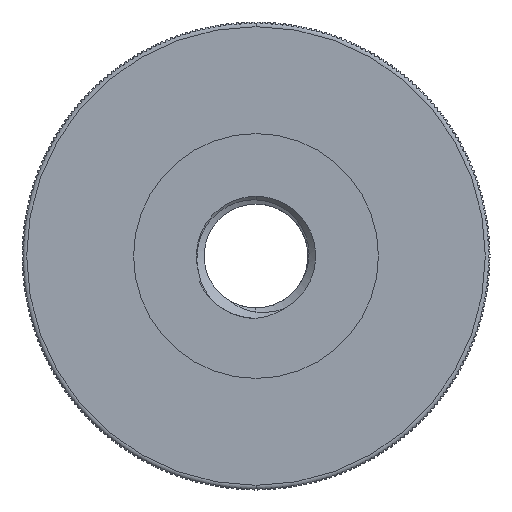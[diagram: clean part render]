
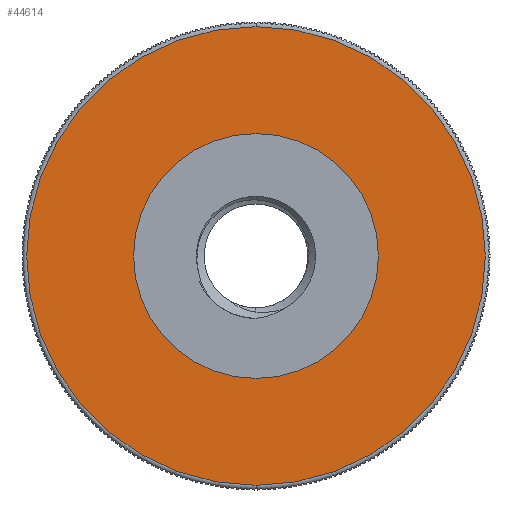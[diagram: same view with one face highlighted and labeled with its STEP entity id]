
A CAD part, front view. The second image highlights one B-rep face of the part: STEP entity #44614.
In plain terms, the highlighted planar face has unit normal (0, -1, 0).
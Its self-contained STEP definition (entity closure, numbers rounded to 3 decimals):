
#5 = CIRCLE ( 'NONE', #19950, 7.9 ) ;
#765 = CARTESIAN_POINT ( 'NONE',  ( 0., 12., 0. ) ) ;
#1046 = CARTESIAN_POINT ( 'NONE',  ( 15.1, 12., 0. ) ) ;
#1258 = FACE_OUTER_BOUND ( 'NONE', #12117, .T. ) ;
#1359 = DIRECTION ( 'NONE',  ( 0., -1., 0. ) ) ;
#3278 = VERTEX_POINT ( 'NONE', #4250 ) ;
#4250 = CARTESIAN_POINT ( 'NONE',  ( 0., 12., 14.8 ) ) ;
#4666 = VERTEX_POINT ( 'NONE', #46270 ) ;
#5040 = PLANE ( 'NONE',  #37446 ) ;
#6198 = CARTESIAN_POINT ( 'NONE',  ( 0., 12., 0. ) ) ;
#8106 = DIRECTION ( 'NONE',  ( 0., -1., 0. ) ) ;
#9187 = AXIS2_PLACEMENT_3D ( 'NONE', #46858, #14523, #40144 ) ;
#10666 = CIRCLE ( 'NONE', #9187, 14.8 ) ;
#10675 = DIRECTION ( 'NONE',  ( 0., -1., 0. ) ) ;
#10990 = EDGE_CURVE ( 'NONE', #3278, #39953, #10666, .T. ) ;
#11659 = ORIENTED_EDGE ( 'NONE', *, *, #45168, .F. ) ;
#12117 = EDGE_LOOP ( 'NONE', ( #42701, #41028 ) ) ;
#13871 = CARTESIAN_POINT ( 'NONE',  ( 0., 12., 0. ) ) ;
#14216 = CARTESIAN_POINT ( 'NONE',  ( 0., 12., -14.8 ) ) ;
#14523 = DIRECTION ( 'NONE',  ( 0., -1., 0. ) ) ;
#15392 = DIRECTION ( 'NONE',  ( 0., 0., -1. ) ) ;
#19640 = DIRECTION ( 'NONE',  ( 0., 0., -1. ) ) ;
#19950 = AXIS2_PLACEMENT_3D ( 'NONE', #13871, #10675, #32363 ) ;
#21549 = EDGE_CURVE ( 'NONE', #31250, #4666, #5, .T. ) ;
#24390 = EDGE_LOOP ( 'NONE', ( #30999, #11659 ) ) ;
#25906 = EDGE_CURVE ( 'NONE', #39953, #3278, #46384, .T. ) ;
#30999 = ORIENTED_EDGE ( 'NONE', *, *, #21549, .F. ) ;
#31250 = VERTEX_POINT ( 'NONE', #46058 ) ;
#32363 = DIRECTION ( 'NONE',  ( 0., 0., -1. ) ) ;
#36411 = FACE_BOUND ( 'NONE', #24390, .T. ) ;
#37446 = AXIS2_PLACEMENT_3D ( 'NONE', #1046, #1359, #19640 ) ;
#39920 = AXIS2_PLACEMENT_3D ( 'NONE', #6198, #45985, #46290 ) ;
#39953 = VERTEX_POINT ( 'NONE', #14216 ) ;
#40144 = DIRECTION ( 'NONE',  ( 0., 0., -1. ) ) ;
#41028 = ORIENTED_EDGE ( 'NONE', *, *, #10990, .T. ) ;
#41572 = CIRCLE ( 'NONE', #39920, 7.9 ) ;
#42701 = ORIENTED_EDGE ( 'NONE', *, *, #25906, .T. ) ;
#44614 = ADVANCED_FACE ( 'NONE', ( #1258, #36411 ), #5040, .T. ) ;
#45168 = EDGE_CURVE ( 'NONE', #4666, #31250, #41572, .T. ) ;
#45225 = AXIS2_PLACEMENT_3D ( 'NONE', #765, #8106, #15392 ) ;
#45985 = DIRECTION ( 'NONE',  ( 0., -1., 0. ) ) ;
#46058 = CARTESIAN_POINT ( 'NONE',  ( 0., 12., -7.9 ) ) ;
#46270 = CARTESIAN_POINT ( 'NONE',  ( 0., 12., 7.9 ) ) ;
#46290 = DIRECTION ( 'NONE',  ( 0., 0., -1. ) ) ;
#46384 = CIRCLE ( 'NONE', #45225, 14.8 ) ;
#46858 = CARTESIAN_POINT ( 'NONE',  ( 0., 12., 0. ) ) ;
